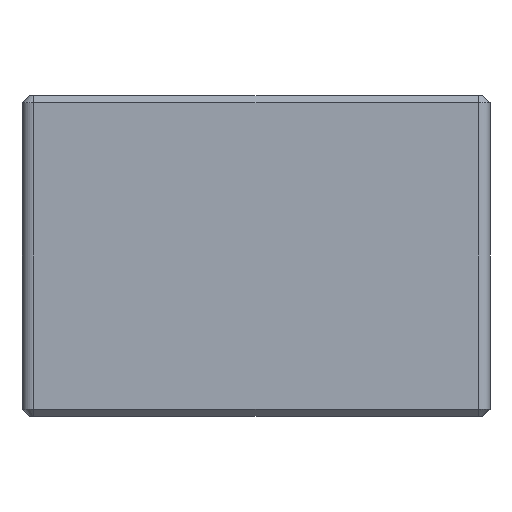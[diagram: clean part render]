
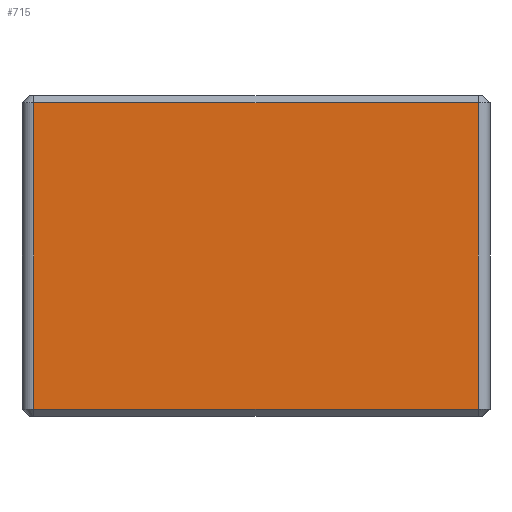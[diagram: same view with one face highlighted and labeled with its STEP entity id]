
A CAD part, front view. The second image highlights one B-rep face of the part: STEP entity #715.
In plain terms, the highlighted planar face has unit normal (0, -1, 0).
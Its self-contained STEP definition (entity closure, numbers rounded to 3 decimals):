
#23 = EDGE_CURVE ( 'NONE', #990, #91, #467, .T. ) ;
#91 = VERTEX_POINT ( 'NONE', #159 ) ;
#113 = LINE ( 'NONE', #699, #857 ) ;
#146 = VERTEX_POINT ( 'NONE', #884 ) ;
#155 = ORIENTED_EDGE ( 'NONE', *, *, #23, .T. ) ;
#156 = FACE_OUTER_BOUND ( 'NONE', #358, .T. ) ;
#159 = CARTESIAN_POINT ( 'NONE',  ( 7.027, -22.31, 9.7 ) ) ;
#205 = EDGE_CURVE ( 'NONE', #146, #1247, #113, .T. ) ;
#245 = DIRECTION ( 'NONE',  ( -1., 0., 0. ) ) ;
#251 = DIRECTION ( 'NONE',  ( 0., -1., 0. ) ) ;
#255 = DIRECTION ( 'NONE',  ( 1., 0., 0. ) ) ;
#261 = AXIS2_PLACEMENT_3D ( 'NONE', #1121, #251, #644 ) ;
#283 = DIRECTION ( 'NONE',  ( 0., 0., 1. ) ) ;
#316 = EDGE_CURVE ( 'NONE', #91, #146, #645, .T. ) ;
#358 = EDGE_LOOP ( 'NONE', ( #1013, #1236, #155, #971 ) ) ;
#467 = LINE ( 'NONE', #549, #583 ) ;
#528 = VECTOR ( 'NONE', #255, 1000. ) ;
#549 = CARTESIAN_POINT ( 'NONE',  ( 7.027, -22.31, 23. ) ) ;
#583 = VECTOR ( 'NONE', #283, 1000. ) ;
#644 = DIRECTION ( 'NONE',  ( 0., 0., -1. ) ) ;
#645 = LINE ( 'NONE', #1249, #1000 ) ;
#648 = LINE ( 'NONE', #930, #528 ) ;
#699 = CARTESIAN_POINT ( 'NONE',  ( -11.673, -22.31, 23. ) ) ;
#715 = ADVANCED_FACE ( 'NONE', ( #156 ), #829, .T. ) ;
#829 = PLANE ( 'NONE',  #261 ) ;
#857 = VECTOR ( 'NONE', #1074, 1000. ) ;
#884 = CARTESIAN_POINT ( 'NONE',  ( -11.673, -22.31, 9.7 ) ) ;
#930 = CARTESIAN_POINT ( 'NONE',  ( 7.027, -22.31, -3.2 ) ) ;
#971 = ORIENTED_EDGE ( 'NONE', *, *, #316, .T. ) ;
#990 = VERTEX_POINT ( 'NONE', #1101 ) ;
#1000 = VECTOR ( 'NONE', #245, 1000. ) ;
#1013 = ORIENTED_EDGE ( 'NONE', *, *, #205, .T. ) ;
#1074 = DIRECTION ( 'NONE',  ( 0., 0., -1. ) ) ;
#1092 = EDGE_CURVE ( 'NONE', #1247, #990, #648, .T. ) ;
#1101 = CARTESIAN_POINT ( 'NONE',  ( 7.027, -22.31, -3.2 ) ) ;
#1121 = CARTESIAN_POINT ( 'NONE',  ( 7.527, -22.31, 23. ) ) ;
#1236 = ORIENTED_EDGE ( 'NONE', *, *, #1092, .T. ) ;
#1246 = CARTESIAN_POINT ( 'NONE',  ( -11.673, -22.31, -3.2 ) ) ;
#1247 = VERTEX_POINT ( 'NONE', #1246 ) ;
#1249 = CARTESIAN_POINT ( 'NONE',  ( 7.527, -22.31, 9.7 ) ) ;
